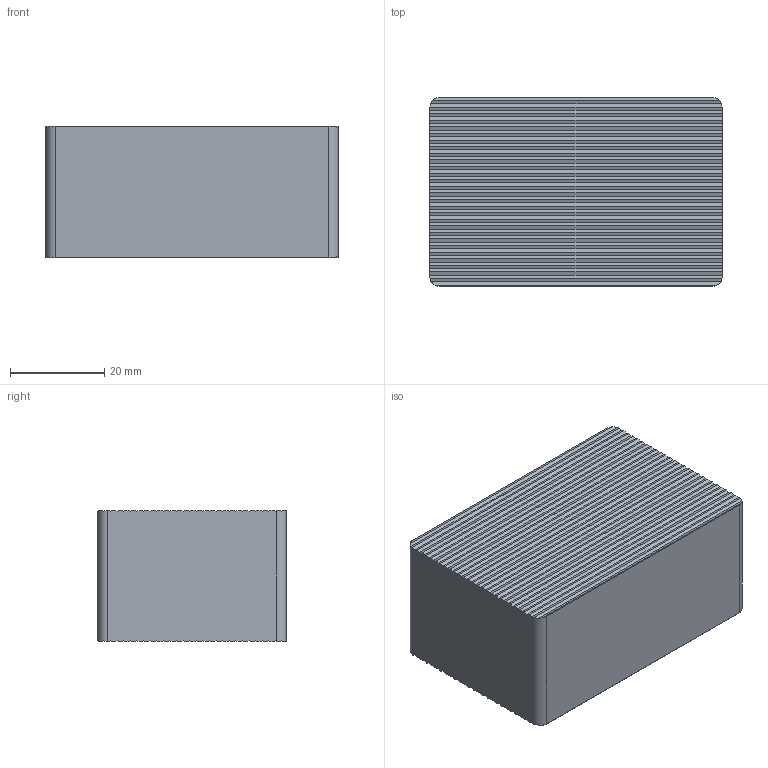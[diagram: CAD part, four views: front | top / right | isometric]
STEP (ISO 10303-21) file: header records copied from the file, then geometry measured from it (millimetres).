
FILE_DESCRIPTION (( 'STEP AP214' ), '1' );
FILE_NAME ('Medical Air Filter.STEP', '2020-03-31T00:15:28', ( '' ), ( '' ), 'SwSTEP 2.0', 'SolidWorks 2017', '' );
FILE_SCHEMA (( 'AUTOMOTIVE_DESIGN' ));
Length unit declared in the file: millimetre
Products named in the file (1): Medical Air Filter
Bounding box: 62 x 40 x 28 mm (x, y, z)
Volume: 68730.1 mm3; surface area: 10828.9 mm2
Topology: 1 solids, 1 shells, 180 faces, 530 edges, 352 vertices
Faces by surface type: plane 176, cylinder 4
Entity records: 5912 total; most frequent: CARTESIAN_POINT 1135, ORIENTED_EDGE 1060, DIRECTION 884, EDGE_CURVE 530, VECTOR 490, LINE 490, VERTEX_POINT 352, AXIS2_PLACEMENT_3D 197
